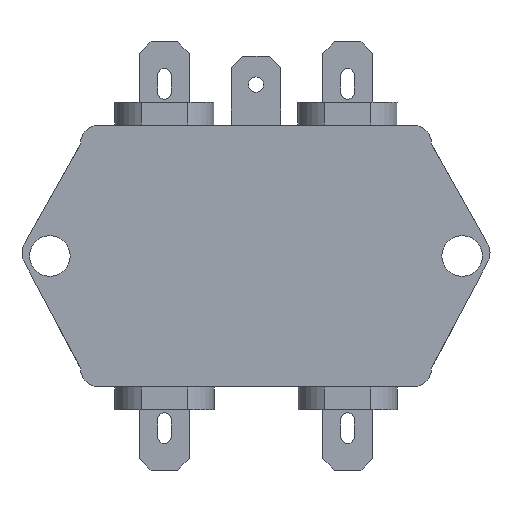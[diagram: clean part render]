
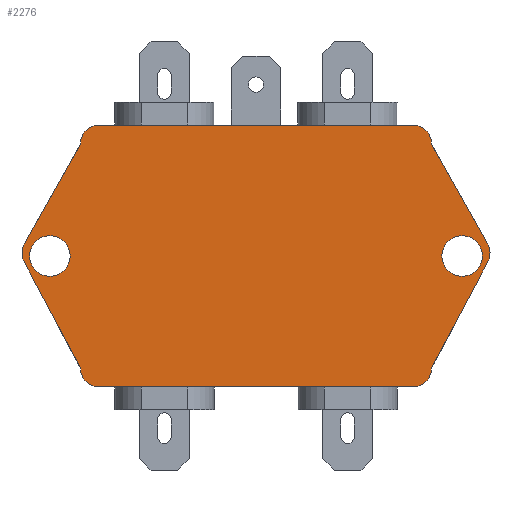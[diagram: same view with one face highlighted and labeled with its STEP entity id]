
A CAD part, front view. The second image highlights one B-rep face of the part: STEP entity #2276.
In plain terms, the highlighted planar face has unit normal (0, -1, 0).
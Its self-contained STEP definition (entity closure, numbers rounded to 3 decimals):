
#44 = CIRCLE ( 'NONE', #3006, 2.5 ) ;
#57 = CARTESIAN_POINT ( 'NONE',  ( -27., 0., -2.65 ) ) ;
#87 = CIRCLE ( 'NONE', #168, 2.5 ) ;
#116 = DIRECTION ( 'NONE',  ( 1., 0., 0. ) ) ;
#123 = EDGE_CURVE ( 'NONE', #3200, #1635, #44, .T. ) ;
#157 = DIRECTION ( 'NONE',  ( 0., 0., -1. ) ) ;
#168 = AXIS2_PLACEMENT_3D ( 'NONE', #199, #190, #189 ) ;
#174 = CARTESIAN_POINT ( 'NONE',  ( 0., 0., 0. ) ) ;
#189 = DIRECTION ( 'NONE',  ( 0., 0., -1. ) ) ;
#190 = DIRECTION ( 'NONE',  ( 0., -1., 0. ) ) ;
#199 = CARTESIAN_POINT ( 'NONE',  ( -28.151, 0., 0.397 ) ) ;
#227 = PLANE ( 'NONE',  #1325 ) ;
#382 = CIRCLE ( 'NONE', #3993, 2.65 ) ;
#398 = CARTESIAN_POINT ( 'NONE',  ( -27., 0., 2.65 ) ) ;
#427 = CARTESIAN_POINT ( 'NONE',  ( -23., 0., -17.15 ) ) ;
#432 = DIRECTION ( 'NONE',  ( 0., 0., -1. ) ) ;
#464 = VERTEX_POINT ( 'NONE', #1840 ) ;
#487 = CARTESIAN_POINT ( 'NONE',  ( 20.5, 0., -17.15 ) ) ;
#524 = ORIENTED_EDGE ( 'NONE', *, *, #3879, .F. ) ;
#525 = VERTEX_POINT ( 'NONE', #1701 ) ;
#587 = CARTESIAN_POINT ( 'NONE',  ( 27., 0., -2.65 ) ) ;
#626 = EDGE_CURVE ( 'NONE', #1704, #1353, #2384, .T. ) ;
#749 = ORIENTED_EDGE ( 'NONE', *, *, #1087, .T. ) ;
#750 = AXIS2_PLACEMENT_3D ( 'NONE', #1422, #1415, #1399 ) ;
#755 = CIRCLE ( 'NONE', #1927, 2.5 ) ;
#793 = EDGE_CURVE ( 'NONE', #3800, #3079, #1002, .T. ) ;
#806 = CIRCLE ( 'NONE', #3385, 2.65 ) ;
#850 = EDGE_CURVE ( 'NONE', #1700, #1704, #2654, .T. ) ;
#861 = DIRECTION ( 'NONE',  ( 0.469, 0., -0.883 ) ) ;
#868 = CARTESIAN_POINT ( 'NONE',  ( 27., 0., 2.65 ) ) ;
#885 = CARTESIAN_POINT ( 'NONE',  ( -24.014, 0., -12.738 ) ) ;
#946 = DIRECTION ( 'NONE',  ( 0., 0., -1. ) ) ;
#953 = DIRECTION ( 'NONE',  ( 0., -1., 0. ) ) ;
#957 = CARTESIAN_POINT ( 'NONE',  ( -27., 0., 0. ) ) ;
#992 = DIRECTION ( 'NONE',  ( 0., -1., 0. ) ) ;
#1002 = CIRCLE ( 'NONE', #2266, 2.65 ) ;
#1073 = AXIS2_PLACEMENT_3D ( 'NONE', #1336, #1328, #1318 ) ;
#1074 = ORIENTED_EDGE ( 'NONE', *, *, #123, .T. ) ;
#1087 = EDGE_CURVE ( 'NONE', #3835, #1700, #87, .T. ) ;
#1187 = DIRECTION ( 'NONE',  ( 0.469, 0., 0.883 ) ) ;
#1193 = CIRCLE ( 'NONE', #1073, 2.65 ) ;
#1274 = ORIENTED_EDGE ( 'NONE', *, *, #3477, .T. ) ;
#1284 = VECTOR ( 'NONE', #1187, 1000. ) ;
#1309 = EDGE_CURVE ( 'NONE', #525, #3835, #2253, .T. ) ;
#1318 = DIRECTION ( 'NONE',  ( 0., 0., -1. ) ) ;
#1325 = AXIS2_PLACEMENT_3D ( 'NONE', #174, #992, #432 ) ;
#1328 = DIRECTION ( 'NONE',  ( 0., -1., 0. ) ) ;
#1331 = ORIENTED_EDGE ( 'NONE', *, *, #1555, .F. ) ;
#1336 = CARTESIAN_POINT ( 'NONE',  ( -27., 0., 0. ) ) ;
#1353 = VERTEX_POINT ( 'NONE', #2269 ) ;
#1375 = DIRECTION ( 'NONE',  ( 0., -1., 0. ) ) ;
#1392 = VERTEX_POINT ( 'NONE', #1497 ) ;
#1399 = DIRECTION ( 'NONE',  ( 0., 0., -1. ) ) ;
#1415 = DIRECTION ( 'NONE',  ( 0., -1., 0. ) ) ;
#1422 = CARTESIAN_POINT ( 'NONE',  ( -20.5, 0., -14.65 ) ) ;
#1497 = CARTESIAN_POINT ( 'NONE',  ( -20.5, 0., 17.15 ) ) ;
#1501 = DIRECTION ( 'NONE',  ( 0., -1., 0. ) ) ;
#1521 = FACE_BOUND ( 'NONE', #2874, .T. ) ;
#1531 = AXIS2_PLACEMENT_3D ( 'NONE', #3445, #1375, #3710 ) ;
#1548 = CARTESIAN_POINT ( 'NONE',  ( 23., 0., 14.65 ) ) ;
#1555 = EDGE_CURVE ( 'NONE', #4175, #2764, #382, .T. ) ;
#1610 = VECTOR ( 'NONE', #861, 1000. ) ;
#1633 = CARTESIAN_POINT ( 'NONE',  ( 30.33, 0., 1.623 ) ) ;
#1635 = VERTEX_POINT ( 'NONE', #2898 ) ;
#1700 = VERTEX_POINT ( 'NONE', #2482 ) ;
#1701 = CARTESIAN_POINT ( 'NONE',  ( -23., 0., 14.65 ) ) ;
#1704 = VERTEX_POINT ( 'NONE', #2426 ) ;
#1717 = CIRCLE ( 'NONE', #1531, 2.5 ) ;
#1744 = CARTESIAN_POINT ( 'NONE',  ( 23., 0., 17.15 ) ) ;
#1775 = VERTEX_POINT ( 'NONE', #1979 ) ;
#1830 = VERTEX_POINT ( 'NONE', #1633 ) ;
#1831 = VERTEX_POINT ( 'NONE', #1548 ) ;
#1840 = CARTESIAN_POINT ( 'NONE',  ( 20.5, 0., 17.15 ) ) ;
#1853 = EDGE_CURVE ( 'NONE', #3079, #3800, #1193, .T. ) ;
#1912 = VECTOR ( 'NONE', #116, 1000. ) ;
#1927 = AXIS2_PLACEMENT_3D ( 'NONE', #3569, #3527, #2902 ) ;
#1971 = ORIENTED_EDGE ( 'NONE', *, *, #3075, .T. ) ;
#1979 = CARTESIAN_POINT ( 'NONE',  ( 30.36, 0., -0.775 ) ) ;
#2171 = EDGE_LOOP ( 'NONE', ( #3998, #749, #3489, #3567, #1971, #1074, #2995, #2222, #1274, #2460, #3358, #3448 ) ) ;
#2222 = ORIENTED_EDGE ( 'NONE', *, *, #3648, .T. ) ;
#2253 = LINE ( 'NONE', #2849, #3761 ) ;
#2266 = AXIS2_PLACEMENT_3D ( 'NONE', #957, #953, #946 ) ;
#2269 = CARTESIAN_POINT ( 'NONE',  ( -20.5, 0., -17.15 ) ) ;
#2273 = CARTESIAN_POINT ( 'NONE',  ( -30.33, 0., 1.623 ) ) ;
#2275 = ORIENTED_EDGE ( 'NONE', *, *, #793, .F. ) ;
#2276 = ADVANCED_FACE ( 'NONE', ( #4119, #1521, #2690 ), #227, .T. ) ;
#2349 = LINE ( 'NONE', #3002, #1284 ) ;
#2384 = CIRCLE ( 'NONE', #750, 2.5 ) ;
#2400 = DIRECTION ( 'NONE',  ( 0., -1., 0. ) ) ;
#2426 = CARTESIAN_POINT ( 'NONE',  ( -23., 0., -14.65 ) ) ;
#2460 = ORIENTED_EDGE ( 'NONE', *, *, #3288, .T. ) ;
#2482 = CARTESIAN_POINT ( 'NONE',  ( -30.36, 0., -0.775 ) ) ;
#2569 = DIRECTION ( 'NONE',  ( 0., 0., -1. ) ) ;
#2577 = DIRECTION ( 'NONE',  ( 0., -1., 0. ) ) ;
#2593 = CARTESIAN_POINT ( 'NONE',  ( 20.5, 0., -14.65 ) ) ;
#2654 = LINE ( 'NONE', #885, #1610 ) ;
#2690 = FACE_OUTER_BOUND ( 'NONE', #2171, .T. ) ;
#2736 = DIRECTION ( 'NONE',  ( -0.49, 0., -0.872 ) ) ;
#2738 = VECTOR ( 'NONE', #3434, 1000. ) ;
#2764 = VERTEX_POINT ( 'NONE', #868 ) ;
#2810 = DIRECTION ( 'NONE',  ( -0.49, 0., 0.872 ) ) ;
#2829 = LINE ( 'NONE', #1744, #2738 ) ;
#2849 = CARTESIAN_POINT ( 'NONE',  ( -23., 0., 14.65 ) ) ;
#2871 = LINE ( 'NONE', #427, #1912 ) ;
#2874 = EDGE_LOOP ( 'NONE', ( #1331, #524 ) ) ;
#2898 = CARTESIAN_POINT ( 'NONE',  ( 23., 0., -14.65 ) ) ;
#2899 = EDGE_CURVE ( 'NONE', #1392, #525, #755, .T. ) ;
#2902 = DIRECTION ( 'NONE',  ( 0., 0., -1. ) ) ;
#2995 = ORIENTED_EDGE ( 'NONE', *, *, #3988, .T. ) ;
#3002 = CARTESIAN_POINT ( 'NONE',  ( 23., 0., -14.65 ) ) ;
#3006 = AXIS2_PLACEMENT_3D ( 'NONE', #2593, #2577, #2569 ) ;
#3075 = EDGE_CURVE ( 'NONE', #1353, #3200, #2871, .T. ) ;
#3079 = VERTEX_POINT ( 'NONE', #57 ) ;
#3200 = VERTEX_POINT ( 'NONE', #487 ) ;
#3219 = DIRECTION ( 'NONE',  ( 0., 0., -1. ) ) ;
#3223 = DIRECTION ( 'NONE',  ( 0., -1., 0. ) ) ;
#3230 = CARTESIAN_POINT ( 'NONE',  ( 27., 0., 0. ) ) ;
#3288 = EDGE_CURVE ( 'NONE', #1831, #464, #3886, .T. ) ;
#3358 = ORIENTED_EDGE ( 'NONE', *, *, #3606, .T. ) ;
#3385 = AXIS2_PLACEMENT_3D ( 'NONE', #3537, #1501, #3795 ) ;
#3434 = DIRECTION ( 'NONE',  ( -1., 0., 0. ) ) ;
#3445 = CARTESIAN_POINT ( 'NONE',  ( 28.151, 0., 0.397 ) ) ;
#3448 = ORIENTED_EDGE ( 'NONE', *, *, #2899, .T. ) ;
#3477 = EDGE_CURVE ( 'NONE', #1830, #1831, #3975, .T. ) ;
#3489 = ORIENTED_EDGE ( 'NONE', *, *, #850, .T. ) ;
#3527 = DIRECTION ( 'NONE',  ( 0., -1., 0. ) ) ;
#3537 = CARTESIAN_POINT ( 'NONE',  ( 27., 0., 0. ) ) ;
#3567 = ORIENTED_EDGE ( 'NONE', *, *, #626, .T. ) ;
#3569 = CARTESIAN_POINT ( 'NONE',  ( -20.5, 0., 14.65 ) ) ;
#3578 = ORIENTED_EDGE ( 'NONE', *, *, #1853, .F. ) ;
#3606 = EDGE_CURVE ( 'NONE', #464, #1392, #2829, .T. ) ;
#3642 = CARTESIAN_POINT ( 'NONE',  ( 23.73, 0., 13.352 ) ) ;
#3648 = EDGE_CURVE ( 'NONE', #1775, #1830, #1717, .T. ) ;
#3697 = EDGE_LOOP ( 'NONE', ( #3578, #2275 ) ) ;
#3710 = DIRECTION ( 'NONE',  ( 0., 0., -1. ) ) ;
#3761 = VECTOR ( 'NONE', #2736, 1000. ) ;
#3795 = DIRECTION ( 'NONE',  ( 0., 0., -1. ) ) ;
#3800 = VERTEX_POINT ( 'NONE', #398 ) ;
#3802 = AXIS2_PLACEMENT_3D ( 'NONE', #4084, #2400, #157 ) ;
#3835 = VERTEX_POINT ( 'NONE', #2273 ) ;
#3879 = EDGE_CURVE ( 'NONE', #2764, #4175, #806, .T. ) ;
#3886 = CIRCLE ( 'NONE', #3802, 2.5 ) ;
#3893 = VECTOR ( 'NONE', #2810, 1000. ) ;
#3975 = LINE ( 'NONE', #3642, #3893 ) ;
#3988 = EDGE_CURVE ( 'NONE', #1635, #1775, #2349, .T. ) ;
#3993 = AXIS2_PLACEMENT_3D ( 'NONE', #3230, #3223, #3219 ) ;
#3998 = ORIENTED_EDGE ( 'NONE', *, *, #1309, .T. ) ;
#4084 = CARTESIAN_POINT ( 'NONE',  ( 20.5, 0., 14.65 ) ) ;
#4119 = FACE_BOUND ( 'NONE', #3697, .T. ) ;
#4175 = VERTEX_POINT ( 'NONE', #587 ) ;
